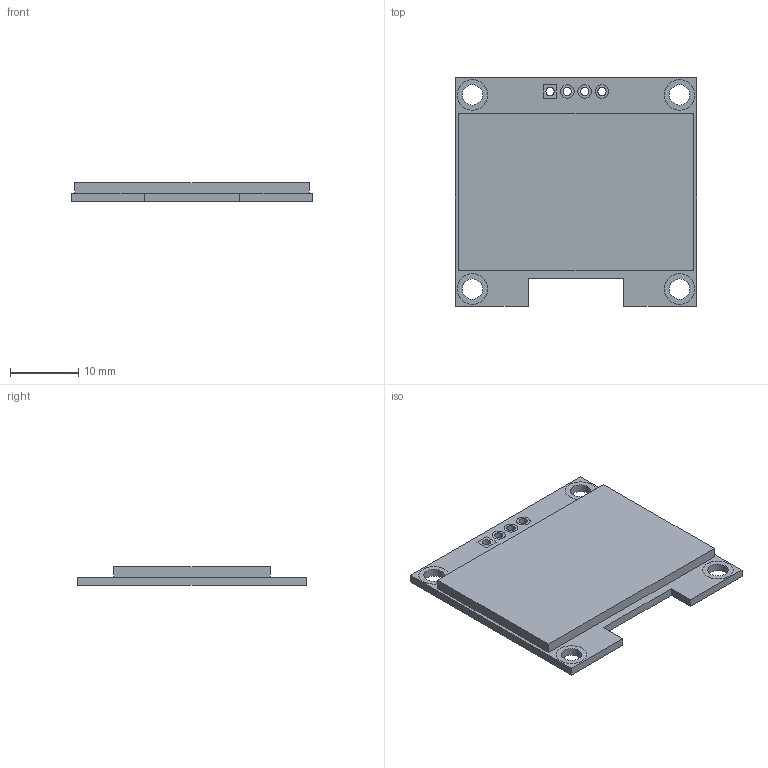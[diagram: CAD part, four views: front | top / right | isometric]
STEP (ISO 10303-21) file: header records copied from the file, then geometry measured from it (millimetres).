
FILE_DESCRIPTION(/* description */ (''),/* implementation_level */ '2;1');
FILE_NAME(/* name */ 'DS1.step',/* time_stamp */ '2023-10-22T18:33:00+08:00',/* author */ (''),/* organization */ (''),/* preprocessor_version */ 'ST-DEVELOPER v19.2',/* originating_system */ 'Autodesk Translation Framework v12.6.0.85',/* authorisation */ '');
FILE_SCHEMA (('AUTOMOTIVE_DESIGN { 1 0 10303 214 3 1 1 }'));
Length unit declared in the file: millimetre
Products named in the file (1): (Unsaved)
Bounding box: 35.4 x 33.5 x 2.7 mm (x, y, z)
Volume: 2503.3 mm3; surface area: 4387.3 mm2
Topology: 10 solids, 10 shells, 62 faces, 126 edges, 84 vertices
Faces by surface type: plane 40, cylinder 22
Full cylindrical faces by diameter (mm): 1.2 x4, 2 x6, 3 x4, 4.5 x8
Entity records: 1750 total; most frequent: DIRECTION 296, CARTESIAN_POINT 273, ORIENTED_EDGE 252, EDGE_CURVE 126, AXIS2_PLACEMENT_3D 107, EDGE_LOOP 94, VERTEX_POINT 84, LINE 82
